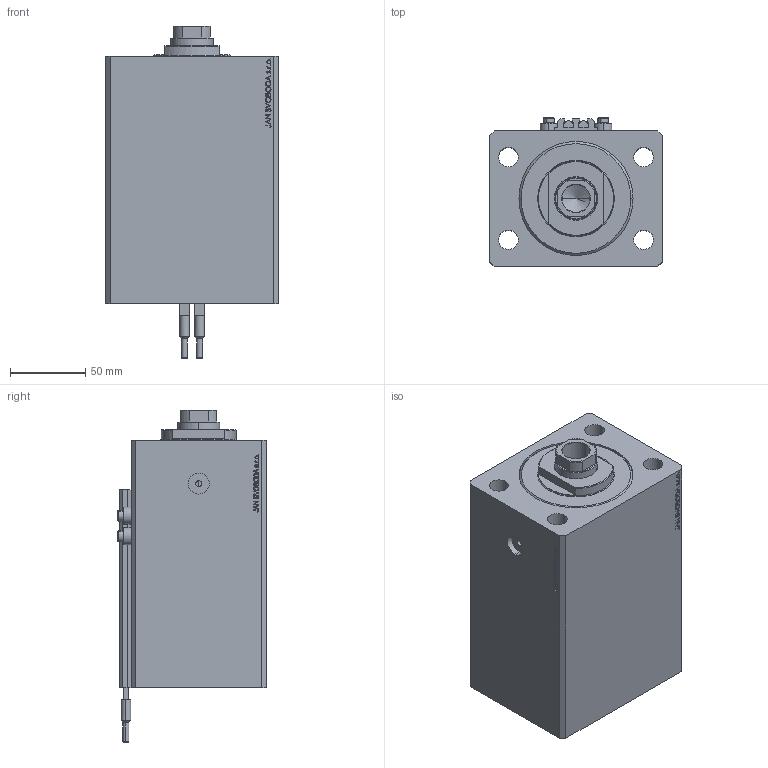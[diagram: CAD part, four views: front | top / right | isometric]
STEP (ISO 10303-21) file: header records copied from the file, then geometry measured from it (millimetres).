
FILE_DESCRIPTION (( 'STEP AP203' ), '1' );
FILE_NAME ('80ac.STEP', '2024-11-04T12:08:15', ( '' ), ( '' ), 'SwSTEP 2.0', 'SolidWorks 2019', '' );
FILE_SCHEMA (( 'CONFIG_CONTROL_DESIGN' ));
Length unit declared in the file: millimetre
Products named in the file (6): V250CE_C_VCP 2c9b5b28a2227654cf26ee5bfab3611a; SWITCH_V250CE 2c9b5b28a2227654cf26ee5bfab3611a; V250CE_VC_C 2c9b5b28a2227654cf26ee5bfab3611a; V250CE_C_Body 2c9b5b28a2227654cf26ee5bfab3611a; 80ac; ALLEN BOLT V250CE 2c9b5b28a2227654cf26ee5bfab3611a
Assembly tree (9 placements, depth 2):
  80ac
    V250CE_C_Body 2c9b5b28a2227654cf26ee5bfab3611a
    ALLEN BOLT V250CE 2c9b5b28a2227654cf26ee5bfab3611a  x4
    V250CE_C_VCP 2c9b5b28a2227654cf26ee5bfab3611a
    V250CE_VC_C 2c9b5b28a2227654cf26ee5bfab3611a
    SWITCH_V250CE 2c9b5b28a2227654cf26ee5bfab3611a  x2
Bounding box: 115 x 99 x 221 mm (x, y, z)
Volume: 1445426.1 mm3; surface area: 208113.6 mm2
Topology: 10 solids, 10 shells, 1090 faces, 2718 edges, 1767 vertices
Faces by surface type: plane 536, bspline 374, cylinder 100, cone 62, torus 18
Entity records: 48183 total; most frequent: CARTESIAN_POINT 26012, ORIENTED_EDGE 5018, DIRECTION 3193, EDGE_CURVE 2509, VERTEX_POINT 1653, VECTOR 1521, LINE 1521, EDGE_LOOP 1114
